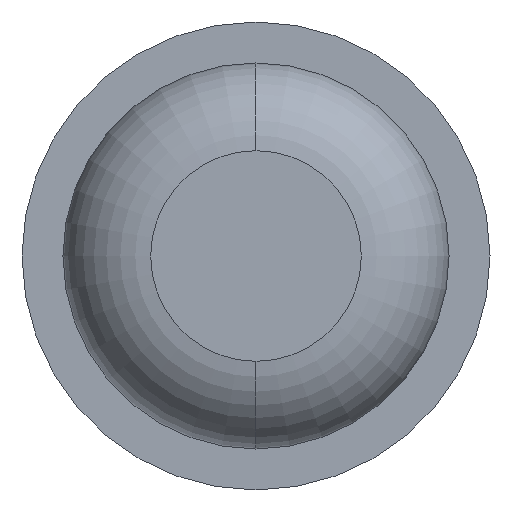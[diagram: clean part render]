
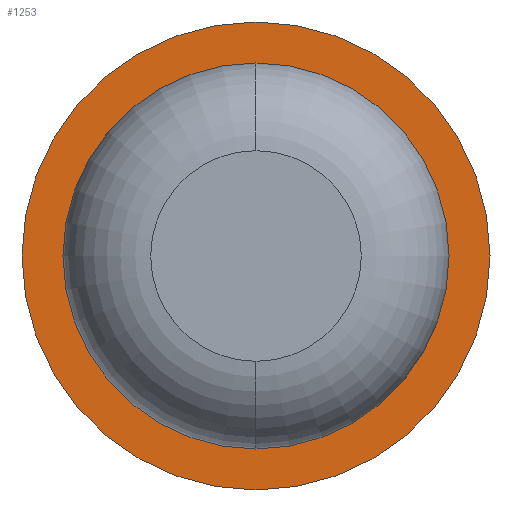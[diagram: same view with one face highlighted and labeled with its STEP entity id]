
A CAD part, front view. The second image highlights one B-rep face of the part: STEP entity #1253.
In plain terms, the highlighted planar face has unit normal (0, -1, 0).
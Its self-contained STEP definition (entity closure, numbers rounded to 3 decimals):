
#963 = CIRCLE ( 'NONE', #5134, 1. ) ;
#995 = CARTESIAN_POINT ( 'NONE',  ( 0., -9., 0. ) ) ;
#1023 = AXIS2_PLACEMENT_3D ( 'NONE', #995, #3449, #3071 ) ;
#1089 = EDGE_LOOP ( 'NONE', ( #4909, #1155 ) ) ;
#1155 = ORIENTED_EDGE ( 'NONE', *, *, #3569, .T. ) ;
#1253 = ADVANCED_FACE ( 'Defeature ausgef�hrt1_4', ( #1814, #2188 ), #4042, .F. ) ;
#1289 = AXIS2_PLACEMENT_3D ( 'NONE', #4226, #4625, #1455 ) ;
#1455 = DIRECTION ( 'NONE',  ( -1., 0., 0. ) ) ;
#1615 = DIRECTION ( 'NONE',  ( 0., 1., 0. ) ) ;
#1648 = CARTESIAN_POINT ( 'NONE',  ( 0.825, -9., 0. ) ) ;
#1656 = AXIS2_PLACEMENT_3D ( 'NONE', #3351, #3759, #2538 ) ;
#1671 = EDGE_LOOP ( 'NONE', ( #4350, #4001 ) ) ;
#1814 = FACE_OUTER_BOUND ( 'NONE', #1671, .T. ) ;
#1951 = VERTEX_POINT ( 'NONE', #2158 ) ;
#2109 = EDGE_CURVE ( 'Defeature ausgef�hrt1_5+Defeature ausgef�hrt1_4+Defeature ausgef�hrt1_4+Defeature ausgef�hrt1_4', #5122, #3673, #4912, .T. ) ;
#2158 = CARTESIAN_POINT ( 'NONE',  ( 0., -9., 0.825 ) ) ;
#2188 = FACE_BOUND ( 'NONE', #1089, .T. ) ;
#2466 = CARTESIAN_POINT ( 'NONE',  ( 0., -9., 0. ) ) ;
#2486 = DIRECTION ( 'NONE',  ( 0., 1., 0. ) ) ;
#2538 = DIRECTION ( 'NONE',  ( -1., 0., 0. ) ) ;
#2782 = EDGE_CURVE ( 'Defeature ausgef�hrt1_4+Defeature ausgef�hrt1_0+Defeature ausgef�hrt1_0+Defeature ausgef�hrt1_0', #1951, #3995, #3480, .T. ) ;
#2872 = DIRECTION ( 'NONE',  ( -1., 0., 0. ) ) ;
#3071 = DIRECTION ( 'NONE',  ( -1., 0., 0. ) ) ;
#3351 = CARTESIAN_POINT ( 'NONE',  ( 0., -9., 0. ) ) ;
#3449 = DIRECTION ( 'NONE',  ( 0., 1., 0. ) ) ;
#3480 = CIRCLE ( 'NONE', #1023, 0.825 ) ;
#3513 = CARTESIAN_POINT ( 'NONE',  ( -1., -9., 0. ) ) ;
#3569 = EDGE_CURVE ( 'Defeature ausgef�hrt1_4+Defeature ausgef�hrt1_0+Defeature ausgef�hrt1_0+Defeature ausgef�hrt1_0', #3995, #1951, #3786, .T. ) ;
#3624 = DIRECTION ( 'NONE',  ( -1., 0., 0. ) ) ;
#3673 = VERTEX_POINT ( 'NONE', #3513 ) ;
#3759 = DIRECTION ( 'NONE',  ( 0., 1., 0. ) ) ;
#3786 = CIRCLE ( 'NONE', #1289, 0.825 ) ;
#3995 = VERTEX_POINT ( 'NONE', #4985 ) ;
#4001 = ORIENTED_EDGE ( 'NONE', *, *, #2109, .F. ) ;
#4042 = PLANE ( 'NONE',  #4896 ) ;
#4226 = CARTESIAN_POINT ( 'NONE',  ( 0., -9., 0. ) ) ;
#4329 = EDGE_CURVE ( 'Defeature ausgef�hrt1_5+Defeature ausgef�hrt1_4+Defeature ausgef�hrt1_4+Defeature ausgef�hrt1_4', #3673, #5122, #963, .T. ) ;
#4350 = ORIENTED_EDGE ( 'NONE', *, *, #4329, .F. ) ;
#4623 = CARTESIAN_POINT ( 'NONE',  ( 1., -9., 0. ) ) ;
#4625 = DIRECTION ( 'NONE',  ( 0., 1., 0. ) ) ;
#4896 = AXIS2_PLACEMENT_3D ( 'NONE', #1648, #1615, #3624 ) ;
#4909 = ORIENTED_EDGE ( 'NONE', *, *, #2782, .T. ) ;
#4912 = CIRCLE ( 'NONE', #1656, 1. ) ;
#4985 = CARTESIAN_POINT ( 'NONE',  ( 0., -9., -0.825 ) ) ;
#5122 = VERTEX_POINT ( 'NONE', #4623 ) ;
#5134 = AXIS2_PLACEMENT_3D ( 'NONE', #2466, #2486, #2872 ) ;
